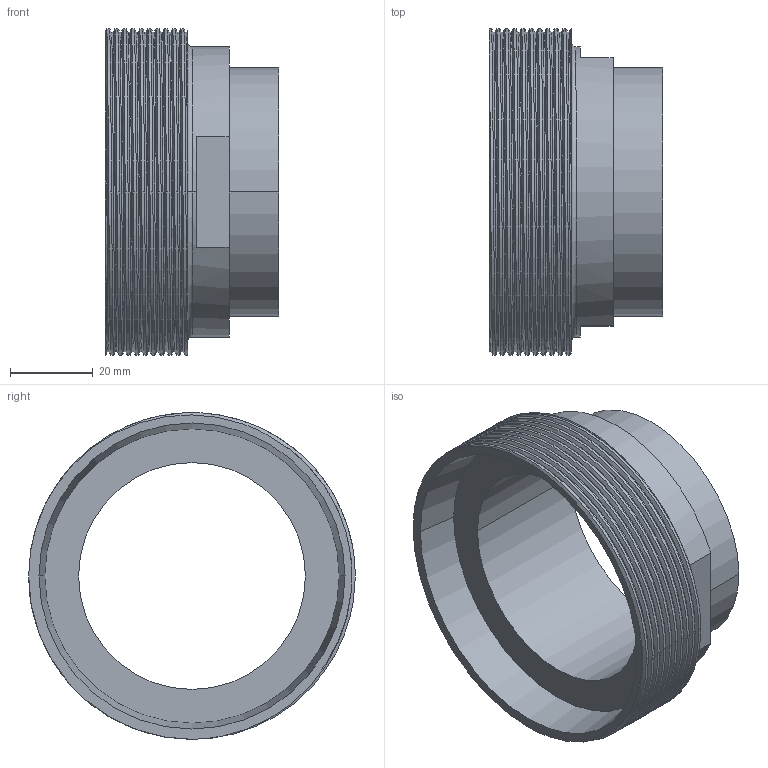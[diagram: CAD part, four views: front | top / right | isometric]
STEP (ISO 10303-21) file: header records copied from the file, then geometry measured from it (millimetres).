
FILE_DESCRIPTION (( 'STEP AP203' ), '1' );
FILE_NAME ('3D_R131-SG_60.3-55_17103040.STEP', '2024-08-15T11:03:30', ( '' ), ( '' ), 'SwSTEP 2.0', 'SolidWorks 2024', '' );
FILE_SCHEMA (( 'CONFIG_CONTROL_DESIGN' ));
Length unit declared in the file: millimetre
Products named in the file (1): 3D_R131-SG_60.3-55_17103040
Bounding box: 42 x 79.2 x 79.2 mm (x, y, z)
Volume: 51575.2 mm3; surface area: 24068.4 mm2
Topology: 1 solids, 1 shells, 44 faces, 115 edges, 76 vertices
Faces by surface type: cylinder 28, plane 9, bspline 3, torus 2, cone 2
Entity records: 3631 total; most frequent: CARTESIAN_POINT 2591, ORIENTED_EDGE 230, DIRECTION 177, EDGE_CURVE 115, VERTEX_POINT 76, AXIS2_PLACEMENT_3D 70, EDGE_LOOP 49, ADVANCED_FACE 44
